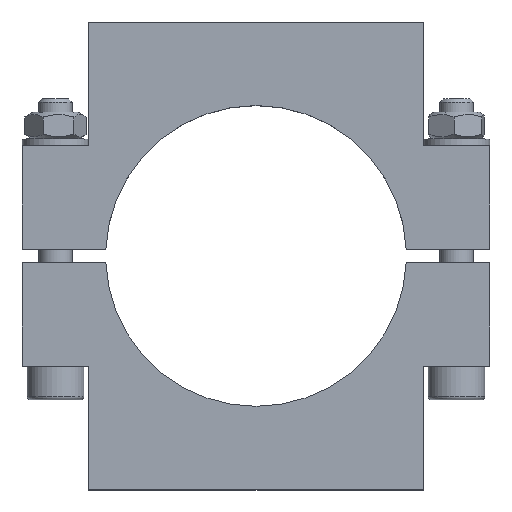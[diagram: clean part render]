
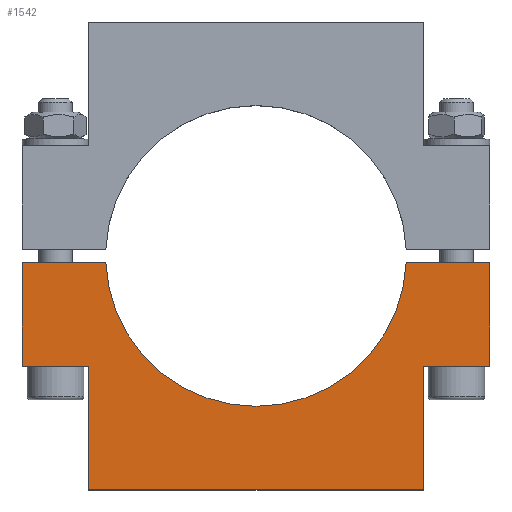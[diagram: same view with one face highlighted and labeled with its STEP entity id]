
A CAD part, top view. The second image highlights one B-rep face of the part: STEP entity #1542.
In plain terms, the highlighted planar face has unit normal (0, 0, 1).
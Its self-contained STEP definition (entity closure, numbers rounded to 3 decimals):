
#60=LINE('',#2347,#162);
#76=LINE('',#2424,#178);
#80=LINE('',#2451,#182);
#85=LINE('',#2465,#187);
#88=LINE('',#2470,#190);
#90=LINE('',#2474,#192);
#93=LINE('',#2480,#195);
#96=LINE('',#2485,#198);
#98=LINE('',#2488,#200);
#162=VECTOR('',#1861,10.);
#178=VECTOR('',#1919,10.);
#182=VECTOR('',#1949,10.);
#187=VECTOR('',#1962,10.);
#190=VECTOR('',#1967,10.);
#192=VECTOR('',#1971,10.);
#195=VECTOR('',#1976,10.);
#198=VECTOR('',#1981,10.);
#200=VECTOR('',#1985,10.);
#397=FACE_OUTER_BOUND('',#525,.T.);
#525=EDGE_LOOP('',(#1186,#1187,#1188,#1189,#1190,#1191,#1192,#1193,#1194,
#1195));
#594=CIRCLE('',#1669,22.5);
#668=VERTEX_POINT('',#2345);
#669=VERTEX_POINT('',#2346);
#690=VERTEX_POINT('',#2422);
#691=VERTEX_POINT('',#2423);
#700=VERTEX_POINT('',#2449);
#701=VERTEX_POINT('',#2450);
#704=VERTEX_POINT('',#2458);
#706=VERTEX_POINT('',#2464);
#708=VERTEX_POINT('',#2473);
#710=VERTEX_POINT('',#2479);
#820=EDGE_CURVE('',#668,#669,#60,.T.);
#848=EDGE_CURVE('',#690,#691,#76,.T.);
#858=EDGE_CURVE('',#700,#701,#80,.T.);
#862=EDGE_CURVE('',#701,#704,#594,.T.);
#865=EDGE_CURVE('',#704,#706,#85,.T.);
#868=EDGE_CURVE('',#706,#690,#88,.T.);
#870=EDGE_CURVE('',#691,#708,#90,.T.);
#873=EDGE_CURVE('',#708,#710,#93,.T.);
#876=EDGE_CURVE('',#710,#668,#96,.T.);
#878=EDGE_CURVE('',#669,#700,#98,.T.);
#1186=ORIENTED_EDGE('',*,*,#858,.F.);
#1187=ORIENTED_EDGE('',*,*,#878,.F.);
#1188=ORIENTED_EDGE('',*,*,#820,.F.);
#1189=ORIENTED_EDGE('',*,*,#876,.F.);
#1190=ORIENTED_EDGE('',*,*,#873,.F.);
#1191=ORIENTED_EDGE('',*,*,#870,.F.);
#1192=ORIENTED_EDGE('',*,*,#848,.F.);
#1193=ORIENTED_EDGE('',*,*,#868,.F.);
#1194=ORIENTED_EDGE('',*,*,#865,.F.);
#1195=ORIENTED_EDGE('',*,*,#862,.F.);
#1358=PLANE('',#1678);
#1542=ADVANCED_FACE('',(#397),#1358,.T.);
#1669=AXIS2_PLACEMENT_3D('',#2459,#1955,#1956);
#1678=AXIS2_PLACEMENT_3D('',#2491,#1989,#1990);
#1861=DIRECTION('',(-1.,0.,0.));
#1919=DIRECTION('',(-1.,0.,0.));
#1949=DIRECTION('',(1.,0.,0.));
#1955=DIRECTION('center_axis',(0.,0.,
1.));
#1956=DIRECTION('ref_axis',(0.999,0.044,0.));
#1962=DIRECTION('',(1.,0.,0.));
#1967=DIRECTION('',(0.,-1.,0.));
#1971=DIRECTION('',(0.,-1.,0.));
#1976=DIRECTION('',(-1.,0.,0.));
#1981=DIRECTION('',(0.,1.,0.));
#1985=DIRECTION('',(0.,1.,0.));
#1989=DIRECTION('center_axis',(0.,0.,
1.));
#1990=DIRECTION('ref_axis',(1.,0.,0.));
#2345=CARTESIAN_POINT('',(-25.,-16.5,10.));
#2346=CARTESIAN_POINT('',(-35.,-16.5,10.));
#2347=CARTESIAN_POINT('',(-35.,-16.5,10.));
#2422=CARTESIAN_POINT('',(35.,-16.5,10.));
#2423=CARTESIAN_POINT('',(25.,-16.5,10.));
#2424=CARTESIAN_POINT('',(25.,-16.5,10.));
#2449=CARTESIAN_POINT('',(-35.,-1.,10.));
#2450=CARTESIAN_POINT('',(-22.478,-1.,10.));
#2451=CARTESIAN_POINT('',(-22.478,-1.,10.));
#2458=CARTESIAN_POINT('',(22.478,-1.,10.));
#2459=CARTESIAN_POINT('Origin',(0.,0.,
10.));
#2464=CARTESIAN_POINT('',(35.,-1.,10.));
#2465=CARTESIAN_POINT('',(35.,-1.,10.));
#2470=CARTESIAN_POINT('',(35.,-16.5,10.));
#2473=CARTESIAN_POINT('',(25.,-35.,10.));
#2474=CARTESIAN_POINT('',(25.,-35.,10.));
#2479=CARTESIAN_POINT('',(-25.,-35.,10.));
#2480=CARTESIAN_POINT('',(-25.,-35.,10.));
#2485=CARTESIAN_POINT('',(-25.,-16.5,10.));
#2488=CARTESIAN_POINT('',(-35.,-1.,10.));
#2491=CARTESIAN_POINT('Origin',(0.,-18.33,
10.));
